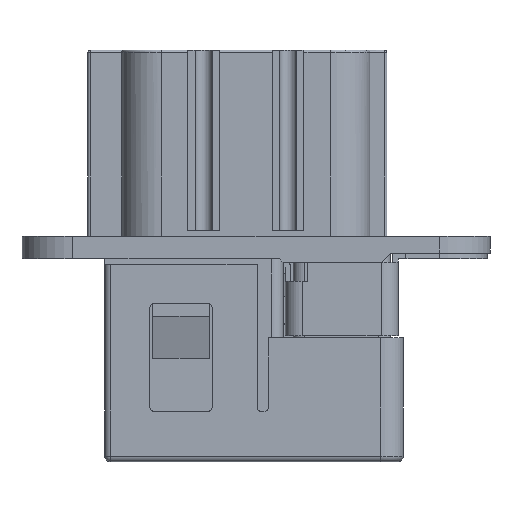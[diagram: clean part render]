
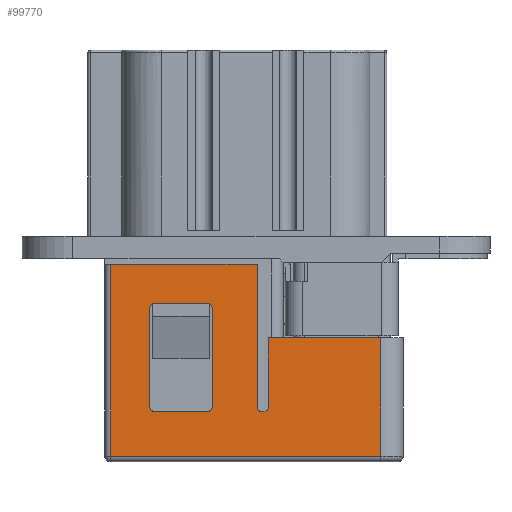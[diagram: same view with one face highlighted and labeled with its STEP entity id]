
A CAD part, left-side view. The second image highlights one B-rep face of the part: STEP entity #99770.
In plain terms, the highlighted face is planar.
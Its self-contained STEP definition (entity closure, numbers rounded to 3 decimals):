
#200=CARTESIAN_POINT('',(50.414,67.175,-5.6));
#210=VERTEX_POINT('',#200);
#240=CARTESIAN_POINT('',(50.414,67.175,-16.5));
#250=DIRECTION('',(0.,0.,1.));
#260=VECTOR('',#250,1.);
#270=LINE('',#240,#260);
#280=CARTESIAN_POINT('',(50.414,67.175,-11.8));
#290=VERTEX_POINT('',#280);
#300=EDGE_CURVE('',#290,#210,#270,.T.);
#5690=CARTESIAN_POINT('',(50.414,53.175,-16.1));
#5700=VERTEX_POINT('',#5690);
#8800=CARTESIAN_POINT('',(50.414,62.175,-2.9));
#8810=VERTEX_POINT('',#8800);
#8840=CARTESIAN_POINT('',(50.414,62.175,-16.5));
#8850=DIRECTION('',(0.,0.,1.));
#8860=VECTOR('',#8850,1.);
#8870=LINE('',#8840,#8860);
#8880=CARTESIAN_POINT('',(50.414,62.175,-11.8));
#8890=VERTEX_POINT('',#8880);
#8900=EDGE_CURVE('',#8890,#8810,#8870,.T.);
#83270=CARTESIAN_POINT('',(50.414,53.175,0.9));
#83280=VERTEX_POINT('',#83270);
#83310=CARTESIAN_POINT('',(50.414,53.175,-16.5));
#83320=DIRECTION('',(0.,0.,-1.));
#83330=VECTOR('',#83320,1.);
#83340=LINE('',#83310,#83330);
#83350=EDGE_CURVE('',#83280,#5700,#83340,.T.);
#83520=CARTESIAN_POINT('',(50.414,67.175,-12.1));
#83530=DIRECTION('',(0.,-1.,0.));
#83540=VECTOR('',#83530,1.);
#83550=LINE('',#83520,#83540);
#83560=CARTESIAN_POINT('',(50.414,66.875,-12.1));
#83570=VERTEX_POINT('',#83560);
#83580=CARTESIAN_POINT('',(50.414,66.475,-12.1));
#83590=VERTEX_POINT('',#83580);
#83600=EDGE_CURVE('',#83570,#83590,#83550,.T.);
#84980=CARTESIAN_POINT('',(50.414,66.475,-11.8));
#84990=DIRECTION('',(1.,0.,0.));
#85000=DIRECTION('',(0.,1.,0.));
#85010=AXIS2_PLACEMENT_3D('',#84980,#84990,#85000);
#85020=CIRCLE('',#85010,0.3);
#85030=CARTESIAN_POINT('',(50.414,66.175,-11.8));
#85040=VERTEX_POINT('',#85030);
#85050=EDGE_CURVE('',#85040,#83590,#85020,.T.);
#91310=CARTESIAN_POINT('',(50.414,77.125,-5.6));
#91320=VERTEX_POINT('',#91310);
#91350=CARTESIAN_POINT('',(50.414,62.465,-5.6));
#91360=DIRECTION('',(0.,1.,0.));
#91370=VECTOR('',#91360,1.);
#91380=LINE('',#91350,#91370);
#91390=EDGE_CURVE('',#210,#91320,#91380,.T.);
#92000=CARTESIAN_POINT('',(50.414,66.175,0.9));
#92010=VERTEX_POINT('',#92000);
#92040=CARTESIAN_POINT('',(50.414,62.465,0.9)
);
#92050=DIRECTION('',(0.,1.,0.));
#92060=VECTOR('',#92050,1.);
#92070=LINE('',#92040,#92060);
#92080=EDGE_CURVE('',#83280,#92010,#92070,.T.);
#93600=CARTESIAN_POINT('',(50.414,56.975,-2.6));
#93610=VERTEX_POINT('',#93600);
#93660=CARTESIAN_POINT('',(50.414,62.465,-2.6));
#93670=DIRECTION('',(0.,-1.,0.));
#93680=VECTOR('',#93670,1.);
#93690=LINE('',#93660,#93680);
#93700=CARTESIAN_POINT('',(50.414,61.875,-2.6));
#93710=VERTEX_POINT('',#93700);
#93720=EDGE_CURVE('',#93710,#93610,#93690,.T.);
#94100=CARTESIAN_POINT('',(50.414,77.125,-16.1));
#94110=VERTEX_POINT('',#94100);
#98740=CARTESIAN_POINT('',(50.414,62.465,-16.1));
#98750=DIRECTION('',(0.,-1.,0.));
#98760=VECTOR('',#98750,1.);
#98770=LINE('',#98740,#98760);
#98780=EDGE_CURVE('',#94110,#5700,#98770,.T.);
#98920=CARTESIAN_POINT('',(50.414,74.075,-19.5));
#98930=DIRECTION('',(1.,0.,0.));
#98940=DIRECTION('',(0.,-1.,0.));
#98950=AXIS2_PLACEMENT_3D('',#98920,#98930,#98940);
#98960=PLANE('',#98950);
#98970=CARTESIAN_POINT('',(50.414,61.875,-2.9));
#98980=DIRECTION('',(1.,0.,0.));
#98990=DIRECTION('',(0.,1.,0.));
#99000=AXIS2_PLACEMENT_3D('',#98970,#98980,#98990);
#99010=CIRCLE('',#99000,0.3);
#99020=EDGE_CURVE('',#8810,#93710,#99010,.T.);
#99030=ORIENTED_EDGE('',*,*,#99020,.F.);
#99040=ORIENTED_EDGE('',*,*,#93720,.F.);
#99050=CARTESIAN_POINT('',(50.414,56.975,-2.9));
#99060=DIRECTION('',(-1.,0.,0.));
#99070=DIRECTION('',(0.,-1.,0.));
#99080=AXIS2_PLACEMENT_3D('',#99050,#99060,#99070);
#99090=CIRCLE('',#99080,0.3);
#99100=CARTESIAN_POINT('',(50.414,56.675,-2.9));
#99110=VERTEX_POINT('',#99100);
#99120=EDGE_CURVE('',#99110,#93610,#99090,.T.);
#99130=ORIENTED_EDGE('',*,*,#99120,.T.);
#99140=CARTESIAN_POINT('',(50.414,56.675,-16.5));
#99150=DIRECTION('',(0.,0.,-1.));
#99160=VECTOR('',#99150,1.);
#99170=LINE('',#99140,#99160);
#99180=CARTESIAN_POINT('',(50.414,56.675,-11.8));
#99190=VERTEX_POINT('',#99180);
#99200=EDGE_CURVE('',#99110,#99190,#99170,.T.);
#99210=ORIENTED_EDGE('',*,*,#99200,.F.);
#99220=CARTESIAN_POINT('',(50.414,56.975,-11.8));
#99230=DIRECTION('',(1.,0.,0.));
#99240=DIRECTION('',(0.,1.,0.));
#99250=AXIS2_PLACEMENT_3D('',#99220,#99230,#99240);
#99260=CIRCLE('',#99250,0.3);
#99270=CARTESIAN_POINT('',(50.414,56.975,-12.1));
#99280=VERTEX_POINT('',#99270);
#99290=EDGE_CURVE('',#99190,#99280,#99260,.T.);
#99300=ORIENTED_EDGE('',*,*,#99290,.F.);
#99310=CARTESIAN_POINT('',(50.414,62.175,-12.1));
#99320=DIRECTION('',(0.,-1.,0.));
#99330=VECTOR('',#99320,1.);
#99340=LINE('',#99310,#99330);
#99350=CARTESIAN_POINT('',(50.414,61.875,-12.1));
#99360=VERTEX_POINT('',#99350);
#99370=EDGE_CURVE('',#99360,#99280,#99340,.T.);
#99380=ORIENTED_EDGE('',*,*,#99370,.T.);
#99390=CARTESIAN_POINT('',(50.414,61.875,-11.8));
#99400=DIRECTION('',(-1.,0.,0.));
#99410=DIRECTION('',(0.,-1.,0.));
#99420=AXIS2_PLACEMENT_3D('',#99390,#99400,#99410);
#99430=CIRCLE('',#99420,0.3);
#99440=EDGE_CURVE('',#8890,#99360,#99430,.T.);
#99450=ORIENTED_EDGE('',*,*,#99440,.T.);
#99460=ORIENTED_EDGE('',*,*,#8900,.F.);
#99470=EDGE_LOOP('',(#99460,#99450,#99380,#99300,#99210,#99130,#99040,
#99030));
#99480=FACE_BOUND('',#99470,.T.);
#99490=CARTESIAN_POINT('',(50.414,66.875,-11.8));
#99500=DIRECTION('',(1.,0.,0.));
#99510=DIRECTION('',(0.,1.,0.));
#99520=AXIS2_PLACEMENT_3D('',#99490,#99500,#99510);
#99530=CIRCLE('',#99520,0.3);
#99540=EDGE_CURVE('',#83570,#290,#99530,.T.);
#99550=ORIENTED_EDGE('',*,*,#99540,.F.);
#99560=ORIENTED_EDGE('',*,*,#300,.F.);
#99570=ORIENTED_EDGE('',*,*,#91390,.F.);
#99580=CARTESIAN_POINT('',(50.414,77.125,-16.5));
#99590=DIRECTION('',(0.,0.,1.));
#99600=VECTOR('',#99590,1.);
#99610=LINE('',#99580,#99600);
#99620=EDGE_CURVE('',#94110,#91320,#99610,.T.);
#99630=ORIENTED_EDGE('',*,*,#99620,.T.);
#99640=ORIENTED_EDGE('',*,*,#98780,.F.);
#99650=ORIENTED_EDGE('',*,*,#83350,.T.);
#99660=ORIENTED_EDGE('',*,*,#92080,.F.);
#99670=CARTESIAN_POINT('',(50.414,66.175,-16.5));
#99680=DIRECTION('',(0.,0.,1.));
#99690=VECTOR('',#99680,1.);
#99700=LINE('',#99670,#99690);
#99710=EDGE_CURVE('',#85040,#92010,#99700,.T.);
#99720=ORIENTED_EDGE('',*,*,#99710,.T.);
#99730=ORIENTED_EDGE('',*,*,#85050,.F.);
#99740=ORIENTED_EDGE('',*,*,#83600,.T.);
#99750=EDGE_LOOP('',(#99740,#99730,#99720,#99660,#99650,#99640,#99630,
#99570,#99560,#99550));
#99760=FACE_OUTER_BOUND('',#99750,.T.);
#99770=ADVANCED_FACE('',(#99480,#99760),#98960,.T.);
